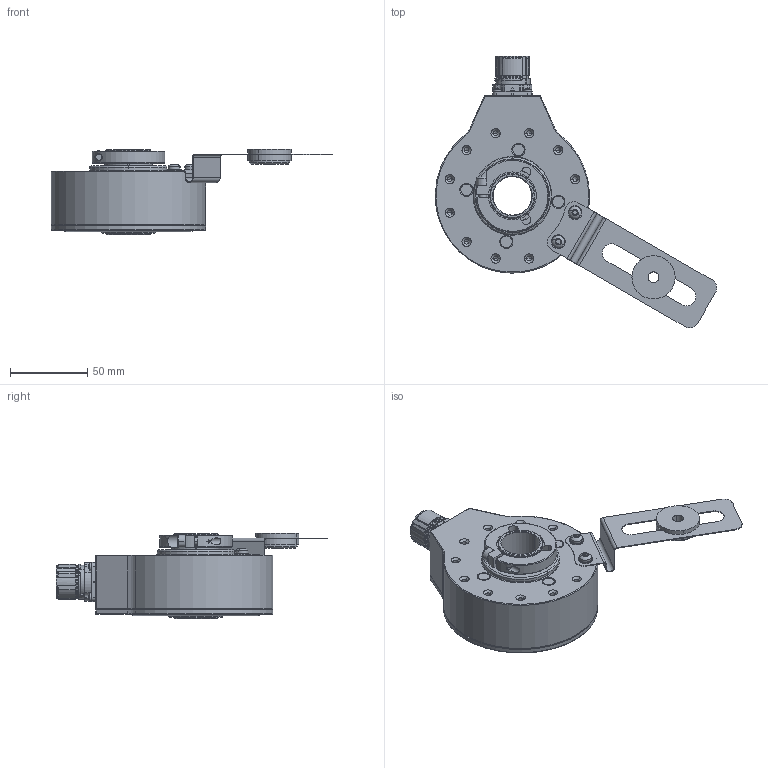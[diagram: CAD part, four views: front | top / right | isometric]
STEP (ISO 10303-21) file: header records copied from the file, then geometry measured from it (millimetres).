
FILE_DESCRIPTION((''),'2;1');
FILE_NAME('809759-01-K01_ASM','2011-10-14T',('se2935'),(''),'PRO/ENGINEER BY PARAMETRIC TECHNOLOGY CORPORATION, 2010370','PRO/ENGINEER BY PARAMETRIC TECHNOLOGY CORPORATION, 2010370','');
FILE_SCHEMA(('CONFIG_CONTROL_DESIGN','SHAPE_APPEARANCE_LAYERS_GROUPS'));
Length unit declared in the file: millimetre
Products named in the file (45): 782214-01-A01; 758122-03; 218648-16-K01; 204227-0M-K01; 631749-01-K01; 673182-01-K01; 355940-01_FLACHKOPFSCHR_2_5X6; 390789-03; 390791-01; 799404-01-K01; 800605-01-K01; 800605-02-K01; 200522-03-K01; 202264-58-K01; 800605-03-K01; 800607-01-K01_ASM; 802150-01-K01_ASM; 740741-01-K01; 204227-0G-K01; 525527-01; 390389-01; 392202-01; 511316-01_ASM; 510740-01A1; 348955-02A2; 512273-01A1_ASM; 514641-01-A02_ASM; 661281-K01; 754342-01-K01_ASM; 753835-01-K01; 753858-01-K01; 576131-10-K01; 771892-01-K01; 784850-01-K01_ASM; 753646-01-K01_AF0; 686596-01-K01_AF0; 686596-01-K01_AF1; 771326-01-K01_ASM; 204214-8B-K01; 684087-01-K01 ...
Assembly tree (76 placements, depth 5):
  809759-01-K01_ASM
    782214-01-A01
    802150-01-K01_ASM
      758122-03
      218648-16-K01
      204227-0M-K01  x4
      631749-01-K01  x4
      673182-01-K01
      355940-01_FLACHKOPFSCHR_2_5X6  x4
      390789-03
      390791-01  x12
      800607-01-K01_ASM
        799404-01-K01
        800605-01-K01
        800605-02-K01
        200522-03-K01  x2
        202264-58-K01  x2
        800605-03-K01
    754342-01-K01_ASM
      740741-01-K01
      204227-0G-K01
      525527-01
      514641-01-A02_ASM
        511316-01_ASM
          390389-01
          392202-01
        512273-01A1_ASM
          510740-01A1
          348955-02A2
      661281-K01
    784850-01-K01_ASM
      753835-01-K01
      753858-01-K01
      218648-16-K01
      576131-10-K01  x9
      771892-01-K01
    771553-01-K01_ASM
      771424-01-D01_ASM
        771326-01-K01_ASM
          753646-01-K01_AF0
          686596-01-K01_AF0
          686596-01-K01_AF1
        204214-8B-K01  x2
        684087-01-K01
      683254-01-K01
      200507-17-K01
Bounding box: 182.32 x 176.19 x 55.2 mm (x, y, z)
Volume: 258999.3 mm3; surface area: 168573.8 mm2
Topology: 83 solids, 99 shells, 2450 faces, 5825 edges, 3475 vertices
Faces by surface type: cylinder 1027, plane 577, cone 354, torus 258, bspline 116, sphere 90, revolution 28
Entity records: 68199 total; most frequent: CARTESIAN_POINT 24505, DIRECTION 9453, ORIENTED_EDGE 8634, EDGE_CURVE 4317, AXIS2_PLACEMENT_3D 3892, VERTEX_POINT 2675, EDGE_LOOP 2054, CIRCLE 2012
